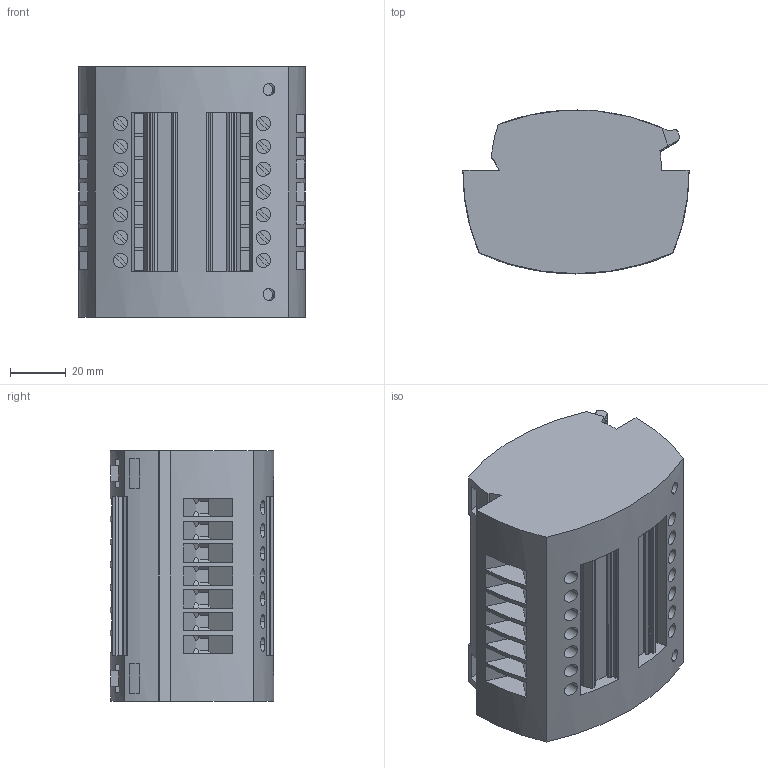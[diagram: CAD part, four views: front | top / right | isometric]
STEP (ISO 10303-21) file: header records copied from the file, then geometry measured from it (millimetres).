
FILE_DESCRIPTION(('SolidDesigner STEP Export'),'2;1');
FILE_NAME('3069051_UTWE_6_6_1-select.stp','2014-03-24T15:43:36',(''),(''),'Creo Elements/Direct Modeling STEP processor for AP214 (Solid Model)','Creo Elements/Direct Modeling 18.1B 29-Sep-2012 (C) Parametric Technology GmbH','');
FILE_SCHEMA(('AUTOMOTIVE_DESIGN { 1 0 10303 214 1 1 1 1 }'));
Length unit declared in the file: millimetre
Products named in the file (1): 3069051_UTWE_6_6_1-select
Bounding box: 80.86 x 58.5 x 89.65 mm (x, y, z)
Volume: 301197 mm3; surface area: 47354.8 mm2
Topology: 1 solids, 1 shells, 651 faces, 1755 edges, 1151 vertices
Faces by surface type: plane 595, cylinder 56
Entity records: 31943 total; most frequent: CARTESIAN_POINT 10513, ORIENTED_EDGE 3510, DIRECTION 3084, EDGE_CURVE 1755, VECTOR 1454, LINE 1454, VERTEX_POINT 1151, AXIS2_PLACEMENT_3D 815
